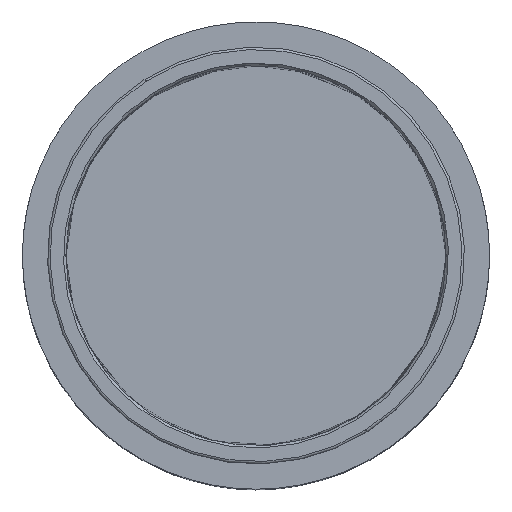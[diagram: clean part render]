
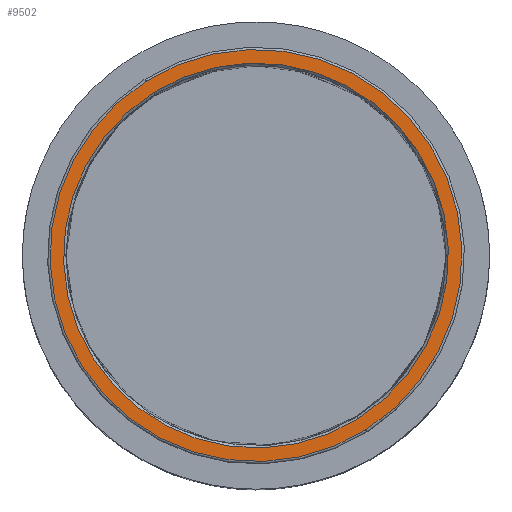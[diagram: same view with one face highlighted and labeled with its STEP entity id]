
A CAD part, top view. The second image highlights one B-rep face of the part: STEP entity #9502.
In plain terms, the highlighted planar face has unit normal (0, 0, 1).
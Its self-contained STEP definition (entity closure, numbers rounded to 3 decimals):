
#1387 = CARTESIAN_POINT ( 'NONE',  ( 0., 0., 1945. ) ) ;
#1937 = DIRECTION ( 'NONE',  ( 0., 0., -1. ) ) ;
#2243 = VERTEX_POINT ( 'NONE', #8849 ) ;
#2316 = EDGE_CURVE ( 'NONE', #18941, #2243, #9093, .T. ) ;
#2801 = DIRECTION ( 'NONE',  ( 0., 0., -1. ) ) ;
#3294 = ORIENTED_EDGE ( 'NONE', *, *, #2316, .F. ) ;
#3759 = DIRECTION ( 'NONE',  ( 0., 0., 1. ) ) ;
#4076 = CARTESIAN_POINT ( 'NONE',  ( -461.753, 733.926, 1945. ) ) ;
#4553 = DIRECTION ( 'NONE',  ( -0.533, 0.846, 0. ) ) ;
#4632 = AXIS2_PLACEMENT_3D ( 'NONE', #1387, #6371, #4553 ) ;
#5531 = CARTESIAN_POINT ( 'NONE',  ( -431.346, 685.595, 1945. ) ) ;
#6371 = DIRECTION ( 'NONE',  ( 0., 0., -1. ) ) ;
#6681 = EDGE_LOOP ( 'NONE', ( #3294, #8389 ) ) ;
#7390 = CARTESIAN_POINT ( 'NONE',  ( 0., 0., 1945. ) ) ;
#8389 = ORIENTED_EDGE ( 'NONE', *, *, #13243, .F. ) ;
#8529 = VERTEX_POINT ( 'NONE', #5531 ) ;
#8849 = CARTESIAN_POINT ( 'NONE',  ( 461.753, -733.926, 1945. ) ) ;
#8983 = CIRCLE ( 'NONE', #21645, 810. ) ;
#9093 = CIRCLE ( 'NONE', #21754, 867.1 ) ;
#9122 = DIRECTION ( 'NONE',  ( -0.533, 0.846, 0. ) ) ;
#9502 = ADVANCED_FACE ( 'NONE', ( #21435, #14633 ), #16331, .T. ) ;
#10602 = DIRECTION ( 'NONE',  ( 0., 0., -1. ) ) ;
#10621 = EDGE_CURVE ( 'NONE', #13033, #8529, #21246, .T. ) ;
#10929 = CARTESIAN_POINT ( 'NONE',  ( 0., 0., 1945. ) ) ;
#11508 = CIRCLE ( 'NONE', #4632, 867.1 ) ;
#11891 = EDGE_LOOP ( 'NONE', ( #18672, #14607 ) ) ;
#11990 = EDGE_CURVE ( 'NONE', #8529, #13033, #8983, .T. ) ;
#12368 = CARTESIAN_POINT ( 'NONE',  ( 0., 0., 1945. ) ) ;
#13033 = VERTEX_POINT ( 'NONE', #20385 ) ;
#13243 = EDGE_CURVE ( 'NONE', #2243, #18941, #11508, .T. ) ;
#14198 = DIRECTION ( 'NONE',  ( 1., 0., 0. ) ) ;
#14607 = ORIENTED_EDGE ( 'NONE', *, *, #11990, .T. ) ;
#14633 = FACE_OUTER_BOUND ( 'NONE', #6681, .T. ) ;
#14822 = CARTESIAN_POINT ( 'NONE',  ( 0., 0., 1945. ) ) ;
#15765 = DIRECTION ( 'NONE',  ( -0.533, 0.846, 0. ) ) ;
#16331 = PLANE ( 'NONE',  #17669 ) ;
#17669 = AXIS2_PLACEMENT_3D ( 'NONE', #7390, #3759, #14198 ) ;
#18667 = DIRECTION ( 'NONE',  ( -0.533, 0.846, 0. ) ) ;
#18672 = ORIENTED_EDGE ( 'NONE', *, *, #10621, .T. ) ;
#18749 = AXIS2_PLACEMENT_3D ( 'NONE', #10929, #10602, #9122 ) ;
#18941 = VERTEX_POINT ( 'NONE', #4076 ) ;
#20385 = CARTESIAN_POINT ( 'NONE',  ( 431.346, -685.595, 1945. ) ) ;
#21246 = CIRCLE ( 'NONE', #18749, 810. ) ;
#21435 = FACE_BOUND ( 'NONE', #11891, .T. ) ;
#21645 = AXIS2_PLACEMENT_3D ( 'NONE', #14822, #2801, #18667 ) ;
#21754 = AXIS2_PLACEMENT_3D ( 'NONE', #12368, #1937, #15765 ) ;
